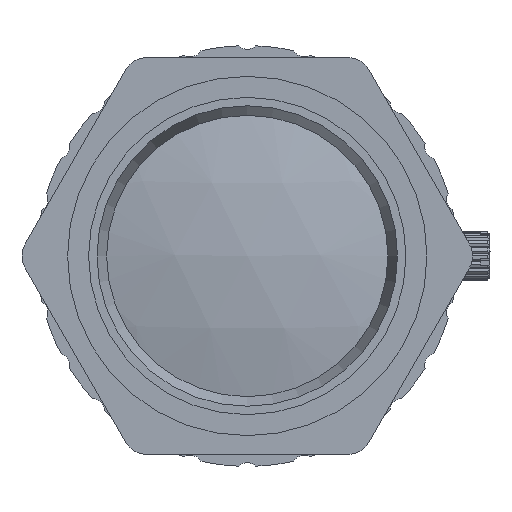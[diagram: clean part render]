
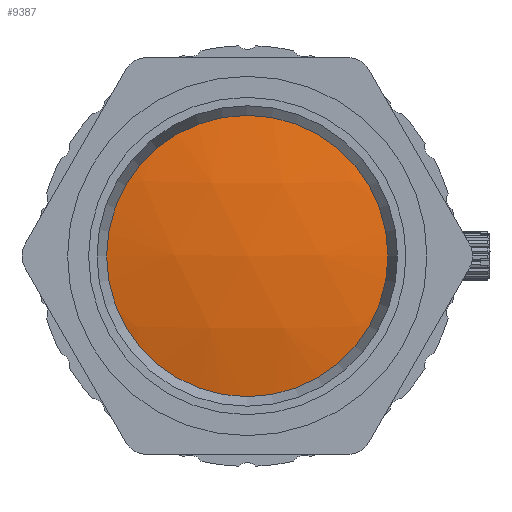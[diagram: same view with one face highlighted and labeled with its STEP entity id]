
A CAD part, left-side view. The second image highlights one B-rep face of the part: STEP entity #9387.
In plain terms, the highlighted spherical face has radius 51.412 mm.
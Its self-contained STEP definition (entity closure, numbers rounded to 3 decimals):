
#481 = DIRECTION ( 'NONE',  ( 1., 0., 0. ) ) ;
#779 = VERTEX_POINT ( 'NONE', #6422 ) ;
#2161 = AXIS2_PLACEMENT_3D ( 'NONE', #12568, #481, #9295 ) ;
#2779 = AXIS2_PLACEMENT_3D ( 'NONE', #14305, #11980, #3231 ) ;
#3231 = DIRECTION ( 'NONE',  ( -0.972, 0., -0.235 ) ) ;
#6422 = CARTESIAN_POINT ( 'NONE',  ( 10428.468, -3043.346, -12. ) ) ;
#8832 = SPHERICAL_SURFACE ( 'NONE', #2779, 51.412 ) ;
#9295 = DIRECTION ( 'NONE',  ( 0., 0., -1. ) ) ;
#9387 = ADVANCED_FACE ( 'NONE', ( #13438 ), #8832, .T. ) ;
#10303 = CIRCLE ( 'NONE', #2161, 12. ) ;
#11777 = EDGE_CURVE ( 'NONE', #779, #779, #10303, .T. ) ;
#11980 = DIRECTION ( 'NONE',  ( -0.235, 0., 0.972 ) ) ;
#12294 = EDGE_LOOP ( 'NONE', ( #12914 ) ) ;
#12568 = CARTESIAN_POINT ( 'NONE',  ( 10428.468, -3043.346, 0. ) ) ;
#12914 = ORIENTED_EDGE ( 'NONE', *, *, #11777, .F. ) ;
#13438 = FACE_OUTER_BOUND ( 'NONE', #12294, .T. ) ;
#14305 = CARTESIAN_POINT ( 'NONE',  ( 10478.46, -3043.346, 0. ) ) ;
